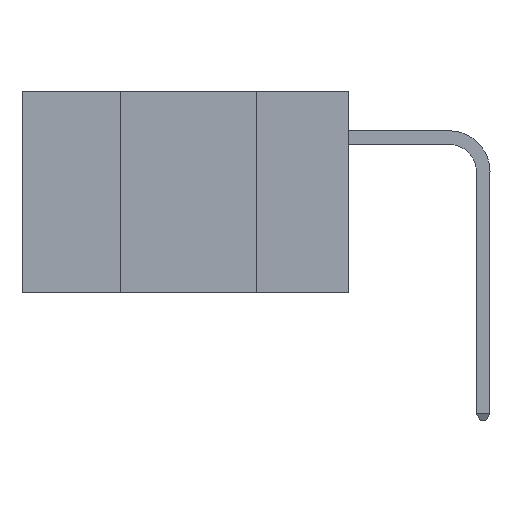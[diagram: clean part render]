
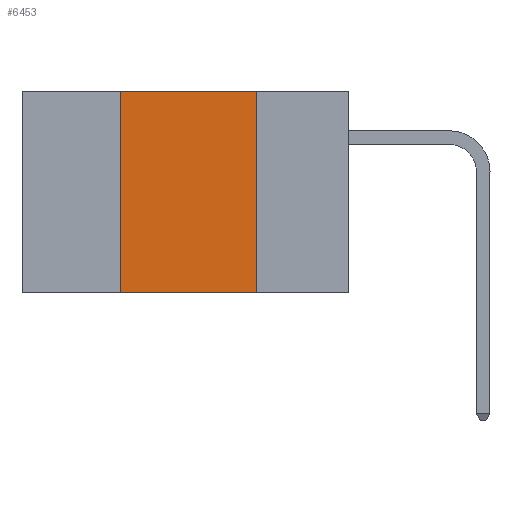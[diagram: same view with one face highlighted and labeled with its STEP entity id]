
A CAD part, left-side view. The second image highlights one B-rep face of the part: STEP entity #6453.
In plain terms, the highlighted planar face has unit normal (-1, 0, 0).
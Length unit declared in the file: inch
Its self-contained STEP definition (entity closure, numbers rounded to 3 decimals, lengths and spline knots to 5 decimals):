
#543 = EDGE_CURVE ( 'NONE', #668, #3678, #2287, .T. ) ;
#604 = VECTOR ( 'NONE', #1926, 39.37008 ) ;
#668 = VERTEX_POINT ( 'NONE', #8825 ) ;
#956 = PLANE ( 'NONE',  #11686 ) ;
#1657 = EDGE_CURVE ( 'NONE', #2387, #4078, #9449, .T. ) ;
#1787 = CARTESIAN_POINT ( 'NONE',  ( 0., 0.17, 0. ) ) ;
#1926 = DIRECTION ( 'NONE',  ( 0., -1., 0. ) ) ;
#2287 = LINE ( 'NONE', #1787, #8289 ) ;
#2387 = VERTEX_POINT ( 'NONE', #4165 ) ;
#3405 = CARTESIAN_POINT ( 'NONE',  ( 0., 0.6, 0. ) ) ;
#3678 = VERTEX_POINT ( 'NONE', #14262 ) ;
#4020 = DIRECTION ( 'NONE',  ( 0., 0., 1. ) ) ;
#4078 = VERTEX_POINT ( 'NONE', #9150 ) ;
#4132 = ORIENTED_EDGE ( 'NONE', *, *, #9573, .F. ) ;
#4165 = CARTESIAN_POINT ( 'NONE',  ( 0., 0.42, -0.37 ) ) ;
#4525 = DIRECTION ( 'NONE',  ( 0., -1., 0. ) ) ;
#5956 = LINE ( 'NONE', #12129, #14211 ) ;
#6336 = EDGE_LOOP ( 'NONE', ( #9968, #4132, #10974, #12480 ) ) ;
#6453 = ADVANCED_FACE ( 'NONE', ( #9216 ), #956, .F. ) ;
#6550 = CARTESIAN_POINT ( 'NONE',  ( 0., 0.6, -0.37 ) ) ;
#6817 = DIRECTION ( 'NONE',  ( 1., 0., 0. ) ) ;
#8289 = VECTOR ( 'NONE', #9673, 39.37008 ) ;
#8825 = CARTESIAN_POINT ( 'NONE',  ( 0., 0.17, 0. ) ) ;
#9150 = CARTESIAN_POINT ( 'NONE',  ( 0., 0.42, 0. ) ) ;
#9216 = FACE_OUTER_BOUND ( 'NONE', #6336, .T. ) ;
#9449 = LINE ( 'NONE', #10575, #12338 ) ;
#9573 = EDGE_CURVE ( 'NONE', #4078, #668, #5956, .T. ) ;
#9673 = DIRECTION ( 'NONE',  ( 0., 0., -1. ) ) ;
#9695 = LINE ( 'NONE', #6550, #604 ) ;
#9968 = ORIENTED_EDGE ( 'NONE', *, *, #543, .F. ) ;
#10575 = CARTESIAN_POINT ( 'NONE',  ( 0., 0.42, 0. ) ) ;
#10974 = ORIENTED_EDGE ( 'NONE', *, *, #1657, .F. ) ;
#11686 = AXIS2_PLACEMENT_3D ( 'NONE', #3405, #6817, #14335 ) ;
#12129 = CARTESIAN_POINT ( 'NONE',  ( 0., 0.6, 0. ) ) ;
#12338 = VECTOR ( 'NONE', #4020, 39.37008 ) ;
#12480 = ORIENTED_EDGE ( 'NONE', *, *, #12705, .T. ) ;
#12705 = EDGE_CURVE ( 'NONE', #2387, #3678, #9695, .T. ) ;
#14211 = VECTOR ( 'NONE', #4525, 39.37008 ) ;
#14262 = CARTESIAN_POINT ( 'NONE',  ( 0., 0.17, -0.37 ) ) ;
#14335 = DIRECTION ( 'NONE',  ( 0., 0., -1. ) ) ;
